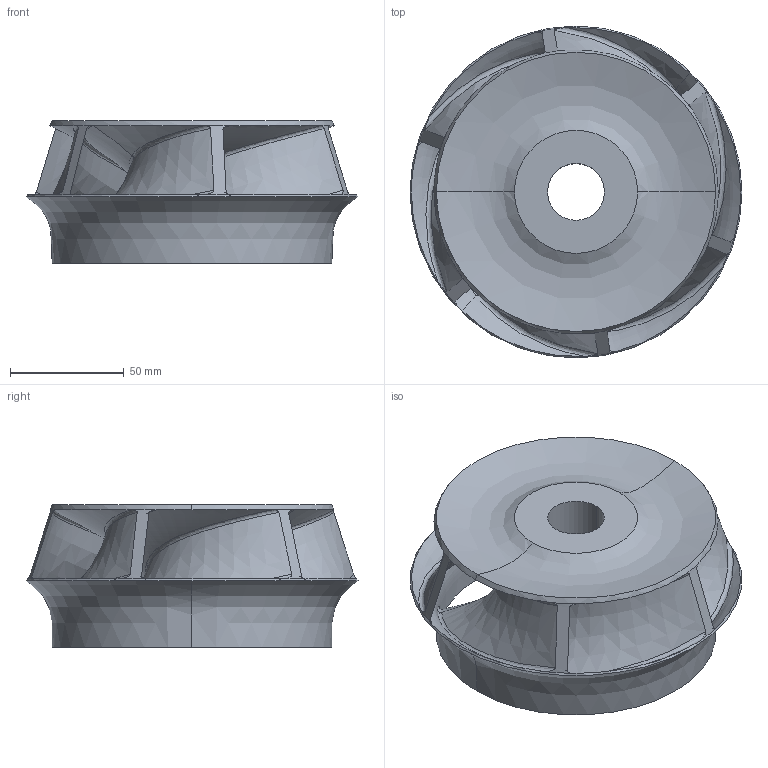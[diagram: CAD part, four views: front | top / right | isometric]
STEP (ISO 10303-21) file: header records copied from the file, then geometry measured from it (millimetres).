
FILE_DESCRIPTION(('Open CASCADE Model'),'2;1');
FILE_NAME('Open CASCADE Shape Model','2022-03-17T14:29:32',('Author'),( 'Open CASCADE'),'Open CASCADE STEP processor 7.4','Open CASCADE 7.4' ,'Unknown');
FILE_SCHEMA(('AUTOMOTIVE_DESIGN { 1 0 10303 214 1 1 1 1 }'));
Products named in the file (1): Imports.MP nq125 (bowl diffuser)2.stp.Solid
Bounding box: 146.13 x 146.13 x 62.88 mm (x, y, z)
Volume: 208481.9 mm3; surface area: 102005.2 mm2
Topology: 1 solids, 1 shells, 86 faces, 248 edges, 135 vertices
Faces by surface type: bspline 58, revolution 12, cone 12, cylinder 2, plane 2
Entity records: 47507 total; most frequent: CARTESIAN_POINT 45934, ORIENTED_EDGE 462, EDGE_CURVE 231, DIRECTION 152, VERTEX_POINT 135, B_SPLINE_CURVE_WITH_KNOTS 132, FACE_BOUND 88, EDGE_LOOP 88
